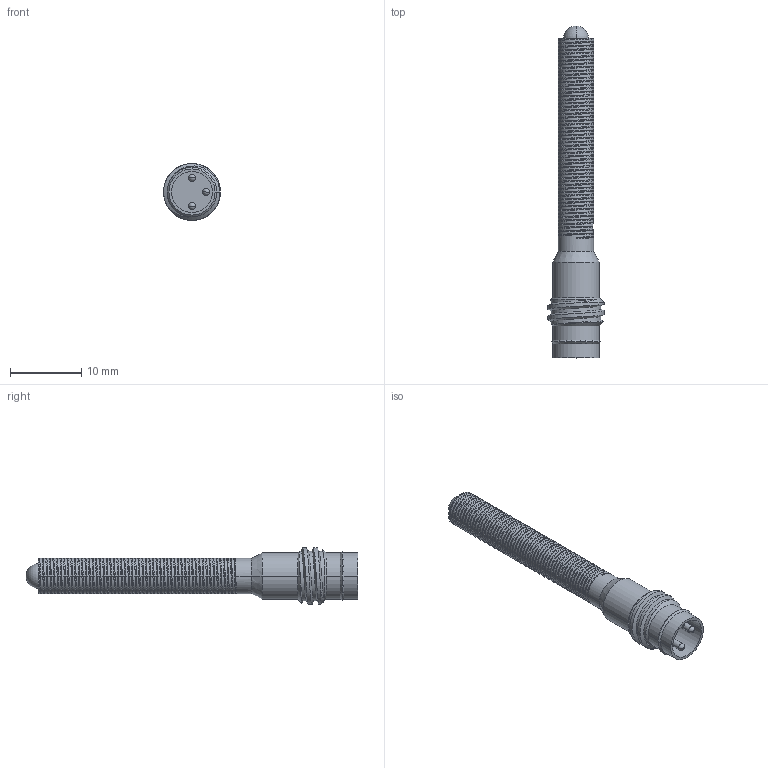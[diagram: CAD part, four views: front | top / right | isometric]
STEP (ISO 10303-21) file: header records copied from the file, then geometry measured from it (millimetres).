
FILE_DESCRIPTION((''),'2;1');
FILE_NAME('153771_SW','2011-05-27T',('banengservice'),('BANNER ENGINEERING'),'PRO/ENGINEER BY PARAMETRIC TECHNOLOGY CORPORATION, 2009141','PRO/ENGINEER BY PARAMETRIC TECHNOLOGY CORPORATION, 2009141','');
FILE_SCHEMA(('CONFIG_CONTROL_DESIGN'));
Length unit declared in the file: inch
Products named in the file (1): 153771_SW
Bounding box: 8 x 46.75 x 8 mm (x, y, z)
Volume: 981.2 mm3; surface area: 1114.8 mm2
Topology: 1 solids, 1 shells, 213 faces, 579 edges, 365 vertices
Faces by surface type: cylinder 128, bspline 57, cone 15, sphere 8, plane 5
Entity records: 19649 total; most frequent: CARTESIAN_POINT 15099, ORIENTED_EDGE 1142, DIRECTION 601, EDGE_CURVE 571, VERTEX_POINT 365, B_SPLINE_CURVE_WITH_KNOTS 337, EDGE_LOOP 218, FACE_OUTER_BOUND 213
